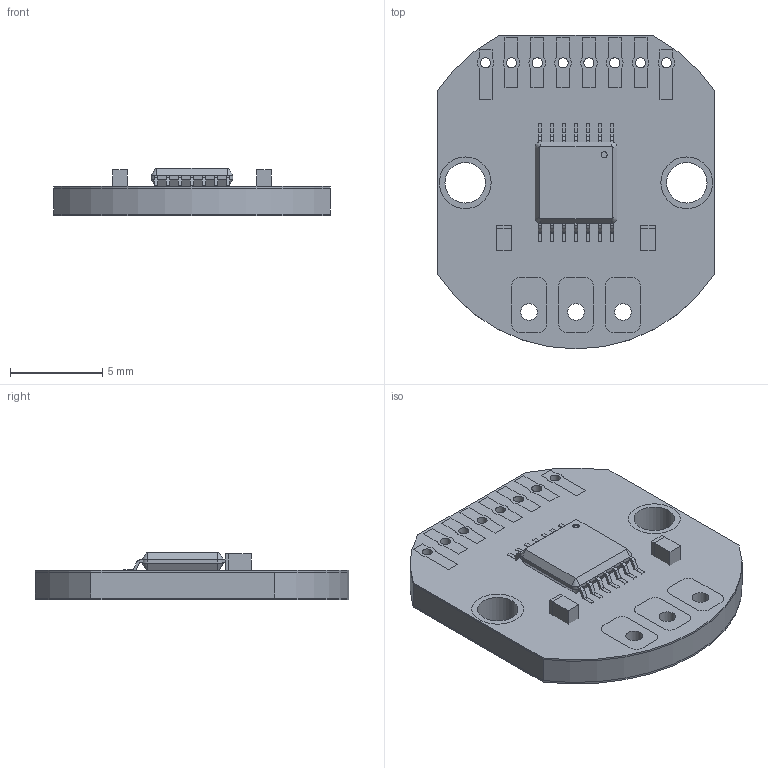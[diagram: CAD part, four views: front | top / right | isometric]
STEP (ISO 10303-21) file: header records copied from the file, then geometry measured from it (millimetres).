
FILE_DESCRIPTION(('FreeCAD Model'),'2;1');
FILE_NAME('Open CASCADE Shape Model','2025-07-16T17:30:13',(''),(''), 'Open CASCADE STEP processor 7.8','FreeCAD','Unknown');
FILE_SCHEMA(('AUTOMOTIVE_DESIGN { 1 0 10303 214 1 1 1 1 }'));
Length unit declared in the file: millimetre
Products named in the file (22): AS5058A Magnetic Encoder; Body; TSSOP14; Body003; Array; Body004; 0603 Capacitor; Body005; Body001 (Mirror #1); 0603 Capacitor001; Body007; Body001 (Mirror #1)001; Body013; Body014; Body015; Body016; Array001; Body017; Array002; Body018; Body019; Body020
Assembly tree (34 placements, depth 4):
  AS5058A Magnetic Encoder
    Body
    TSSOP14
      Body003
      Array
        Body004  x7
    0603 Capacitor
      Body005
      Body001 (Mirror #1)
    0603 Capacitor001
      Body007
      Body001 (Mirror #1)001
    Body013
    Body014
    Body015
    Body016
    Array001
      Body017  x3
    Array002
      Body018  x6
    Body019
    Body020
Bounding box: 15 x 17 x 2.6 mm (x, y, z)
Volume: 369.1 mm3; surface area: 1736.3 mm2
Topology: 28 solids, 28 shells, 629 faces, 1716 edges, 1144 vertices
Faces by surface type: plane 418, cylinder 203, cone 8
Full cylindrical faces by diameter (mm): 0.333 x1, 0.55 x8, 0.9 x3, 2.2 x2, 2.8 x8
Entity records: 14137 total; most frequent: CARTESIAN_POINT 2380, DIRECTION 2341, ORIENTED_EDGE 2314, EDGE_CURVE 1157, LINE 883, VECTOR 883, VERTEX_POINT 768, AXIS2_PLACEMENT_3D 729
